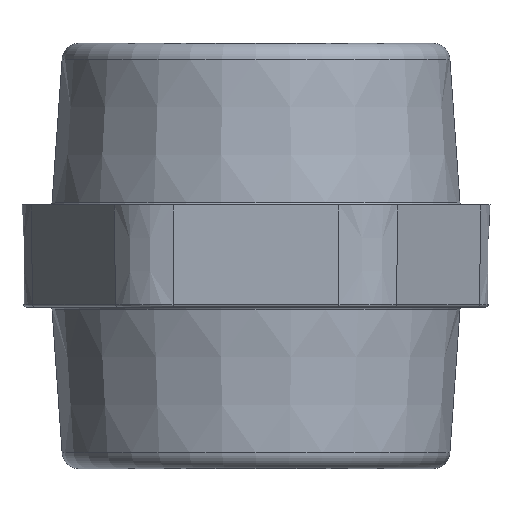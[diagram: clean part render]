
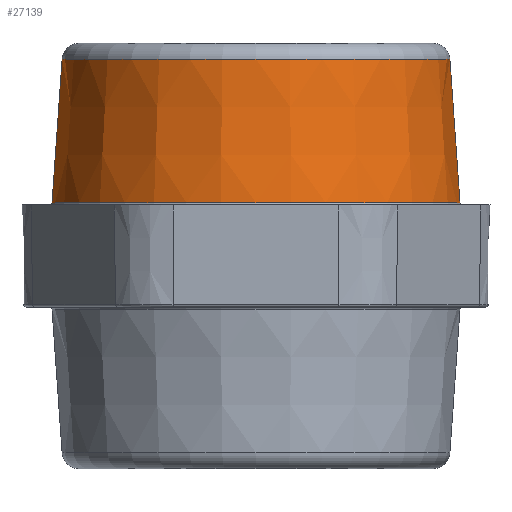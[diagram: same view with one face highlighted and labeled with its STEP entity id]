
A CAD part, front view. The second image highlights one B-rep face of the part: STEP entity #27139.
In plain terms, the highlighted conical face has half-angle 4 degrees and reference radius 23.391 mm.
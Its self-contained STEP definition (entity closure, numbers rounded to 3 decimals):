
#72 = VECTOR ( 'NONE', #20497, 1000. ) ;
#2734 = DIRECTION ( 'NONE',  ( -1., 0., 0. ) ) ;
#3741 = CARTESIAN_POINT ( 'NONE',  ( 22.801, 0., 29.14 ) ) ;
#3869 = AXIS2_PLACEMENT_3D ( 'NONE', #31818, #27198, #2734 ) ;
#5048 = CIRCLE ( 'NONE', #33493, 23.98 ) ;
#6488 = CARTESIAN_POINT ( 'NONE',  ( 23.98, 0., 12.279 ) ) ;
#8414 = DIRECTION ( 'NONE',  ( 1., 0., 0. ) ) ;
#11557 = DIRECTION ( 'NONE',  ( 0., 0., -1. ) ) ;
#14195 = LINE ( 'NONE', #54207, #20309 ) ;
#17887 = VERTEX_POINT ( 'NONE', #6488 ) ;
#19534 = CARTESIAN_POINT ( 'NONE',  ( 23.98, 0., 12.279 ) ) ;
#20309 = VECTOR ( 'NONE', #34667, 1000. ) ;
#20497 = DIRECTION ( 'NONE',  ( -0.07, 0., 0.998 ) ) ;
#23584 = EDGE_CURVE ( 'NONE', #17887, #59088, #5048, .T. ) ;
#27139 = ADVANCED_FACE ( 'NONE', ( #34723 ), #61540, .T. ) ;
#27198 = DIRECTION ( 'NONE',  ( 0., 0., 1. ) ) ;
#30999 = EDGE_LOOP ( 'NONE', ( #60001, #54898, #46685, #54210 ) ) ;
#31056 = LINE ( 'NONE', #19534, #72 ) ;
#31706 = DIRECTION ( 'NONE',  ( 1., 0., 0. ) ) ;
#31804 = CARTESIAN_POINT ( 'NONE',  ( -22.801, 0., 29.14 ) ) ;
#31818 = CARTESIAN_POINT ( 'NONE',  ( 0., 0., 29.14 ) ) ;
#33493 = AXIS2_PLACEMENT_3D ( 'NONE', #51569, #11557, #31706 ) ;
#34667 = DIRECTION ( 'NONE',  ( 0.07, 0., 0.998 ) ) ;
#34723 = FACE_OUTER_BOUND ( 'NONE', #30999, .T. ) ;
#35703 = EDGE_CURVE ( 'NONE', #59088, #57208, #14195, .T. ) ;
#36809 = CARTESIAN_POINT ( 'NONE',  ( -23.98, 0., 12.279 ) ) ;
#46685 = ORIENTED_EDGE ( 'NONE', *, *, #35703, .F. ) ;
#48835 = VERTEX_POINT ( 'NONE', #3741 ) ;
#51569 = CARTESIAN_POINT ( 'NONE',  ( 0., 0., 12.279 ) ) ;
#52105 = EDGE_CURVE ( 'NONE', #17887, #48835, #31056, .T. ) ;
#52427 = CIRCLE ( 'NONE', #3869, 22.801 ) ;
#54207 = CARTESIAN_POINT ( 'NONE',  ( -23.98, 0., 12.279 ) ) ;
#54210 = ORIENTED_EDGE ( 'NONE', *, *, #23584, .F. ) ;
#54898 = ORIENTED_EDGE ( 'NONE', *, *, #58465, .F. ) ;
#57208 = VERTEX_POINT ( 'NONE', #31804 ) ;
#57328 = AXIS2_PLACEMENT_3D ( 'NONE', #58633, #57659, #8414 ) ;
#57659 = DIRECTION ( 'NONE',  ( 0., 0., -1. ) ) ;
#58465 = EDGE_CURVE ( 'NONE', #57208, #48835, #52427, .T. ) ;
#58633 = CARTESIAN_POINT ( 'NONE',  ( 0., 0., 20.709 ) ) ;
#59088 = VERTEX_POINT ( 'NONE', #36809 ) ;
#60001 = ORIENTED_EDGE ( 'NONE', *, *, #52105, .T. ) ;
#61540 = CONICAL_SURFACE ( 'NONE', #57328, 23.391, 0.07 ) ;
